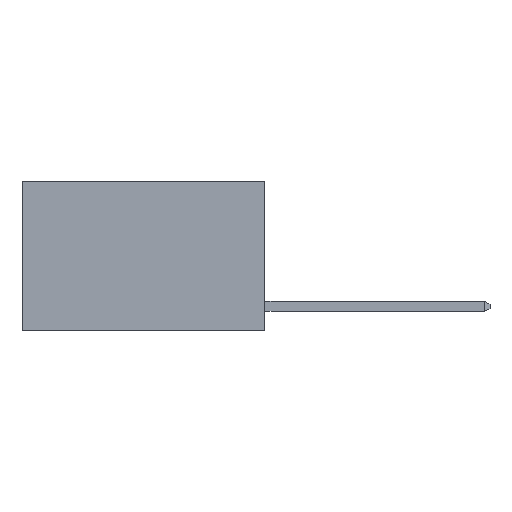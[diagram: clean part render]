
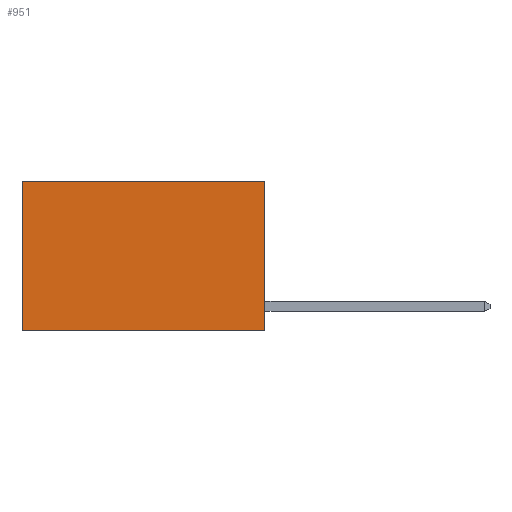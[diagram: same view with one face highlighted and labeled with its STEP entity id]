
A CAD part, left-side view. The second image highlights one B-rep face of the part: STEP entity #951.
In plain terms, the highlighted planar face has unit normal (-1, 0, 0).
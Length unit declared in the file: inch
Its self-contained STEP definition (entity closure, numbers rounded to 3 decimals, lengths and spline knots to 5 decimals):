
#226 = VERTEX_POINT ( 'NONE', #6180 ) ;
#467 = CARTESIAN_POINT ( 'NONE',  ( 0.2625, 0.6, 0. ) ) ;
#613 = CARTESIAN_POINT ( 'NONE',  ( 0.2625, 0.6, -0.37 ) ) ;
#640 = VECTOR ( 'NONE', #3142, 39.37008 ) ;
#951 = ADVANCED_FACE ( 'NONE', ( #2885 ), #7762, .F. ) ;
#1385 = DIRECTION ( 'NONE',  ( 1., 0., 0. ) ) ;
#1549 = VECTOR ( 'NONE', #4704, 39.37008 ) ;
#1712 = CARTESIAN_POINT ( 'NONE',  ( 0.2625, 0., 0. ) ) ;
#1883 = ORIENTED_EDGE ( 'NONE', *, *, #4578, .T. ) ;
#2060 = AXIS2_PLACEMENT_3D ( 'NONE', #1712, #1385, #5072 ) ;
#2488 = CARTESIAN_POINT ( 'NONE',  ( 0.2625, 0., -0.37 ) ) ;
#2498 = LINE ( 'NONE', #2488, #640 ) ;
#2556 = DIRECTION ( 'NONE',  ( 0., 0., -1. ) ) ;
#2885 = FACE_OUTER_BOUND ( 'NONE', #8026, .T. ) ;
#3064 = VERTEX_POINT ( 'NONE', #5462 ) ;
#3142 = DIRECTION ( 'NONE',  ( 0., 1., 0. ) ) ;
#3607 = DIRECTION ( 'NONE',  ( 0., 0., -1. ) ) ;
#3721 = VECTOR ( 'NONE', #3607, 39.37008 ) ;
#3764 = VECTOR ( 'NONE', #2556, 39.37008 ) ;
#4578 = EDGE_CURVE ( 'NONE', #3064, #226, #7376, .T. ) ;
#4598 = ORIENTED_EDGE ( 'NONE', *, *, #8467, .F. ) ;
#4704 = DIRECTION ( 'NONE',  ( 0., 1., 0. ) ) ;
#5072 = DIRECTION ( 'NONE',  ( 0., 0., -1. ) ) ;
#5107 = CARTESIAN_POINT ( 'NONE',  ( 0.2625, 0., -0.37 ) ) ;
#5462 = CARTESIAN_POINT ( 'NONE',  ( 0.2625, 0., 0. ) ) ;
#5577 = LINE ( 'NONE', #467, #3764 ) ;
#5790 = ORIENTED_EDGE ( 'NONE', *, *, #6728, .F. ) ;
#6062 = EDGE_CURVE ( 'NONE', #226, #7664, #5577, .T. ) ;
#6180 = CARTESIAN_POINT ( 'NONE',  ( 0.2625, 0.6, 0. ) ) ;
#6728 = EDGE_CURVE ( 'NONE', #8632, #7664, #2498, .T. ) ;
#7376 = LINE ( 'NONE', #8704, #1549 ) ;
#7664 = VERTEX_POINT ( 'NONE', #613 ) ;
#7728 = LINE ( 'NONE', #8305, #3721 ) ;
#7762 = PLANE ( 'NONE',  #2060 ) ;
#8026 = EDGE_LOOP ( 'NONE', ( #8505, #5790, #4598, #1883 ) ) ;
#8305 = CARTESIAN_POINT ( 'NONE',  ( 0.2625, 0., 0. ) ) ;
#8467 = EDGE_CURVE ( 'NONE', #3064, #8632, #7728, .T. ) ;
#8505 = ORIENTED_EDGE ( 'NONE', *, *, #6062, .T. ) ;
#8632 = VERTEX_POINT ( 'NONE', #5107 ) ;
#8704 = CARTESIAN_POINT ( 'NONE',  ( 0.2625, 0., 0. ) ) ;
